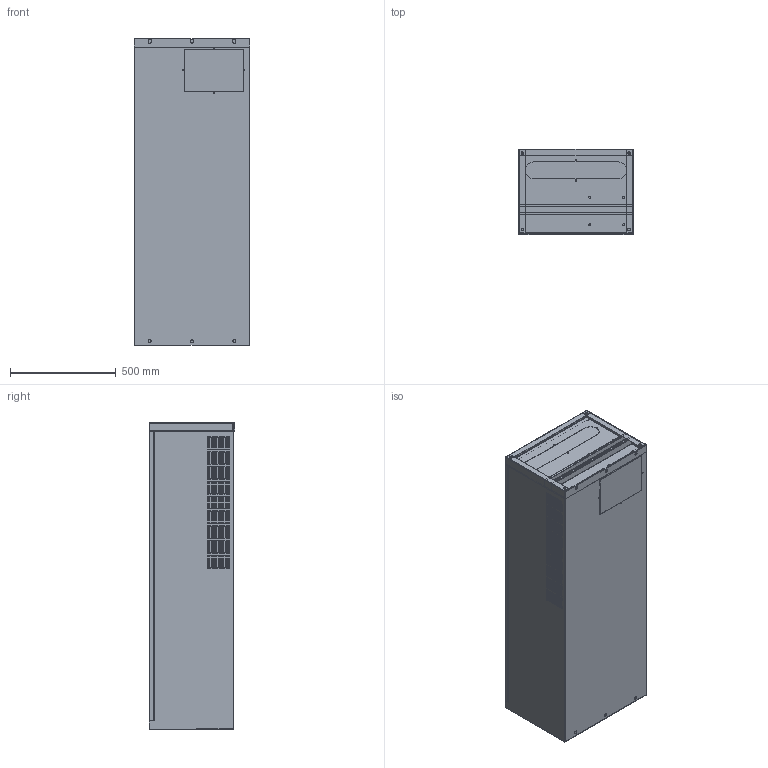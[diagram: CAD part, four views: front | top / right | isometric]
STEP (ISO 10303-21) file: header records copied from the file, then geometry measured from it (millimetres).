
FILE_DESCRIPTION (( 'STEP AP214' ), '1' );
FILE_NAME ('CNT-A310D33V355-375TEL.STEP', '2026-02-26T10:07:11', ( '' ), ( '' ), 'SwSTEP 2.0', 'SolidWorks 2022', '' );
FILE_SCHEMA (( 'AUTOMOTIVE_DESIGN' ));
Length unit declared in the file: millimetre
Products named in the file (1): CNT-A310D33V355-375TEL
Bounding box: 545 x 404 x 1450 mm (x, y, z)
Volume: 307044317.1 mm3; surface area: 4068002.9 mm2
Topology: 4 solids, 4 shells, 1239 faces, 2982 edges, 1945 vertices
Faces by surface type: plane 765, cylinder 474
Entity records: 36230 total; most frequent: DIRECTION 6396, CARTESIAN_POINT 6257, ORIENTED_EDGE 5964, EDGE_CURVE 2982, AXIS2_PLACEMENT_3D 2181, VECTOR 2034, LINE 2034, VERTEX_POINT 1945
